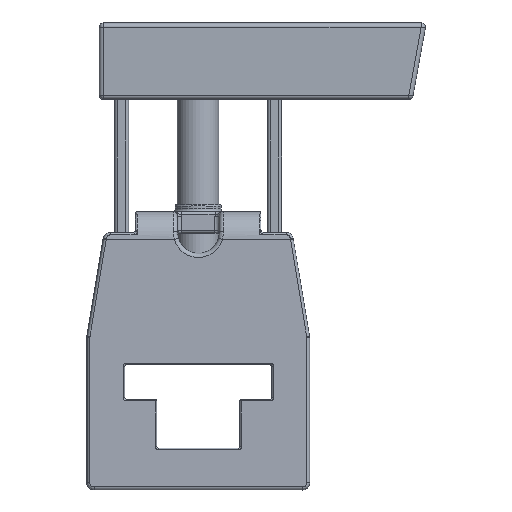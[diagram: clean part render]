
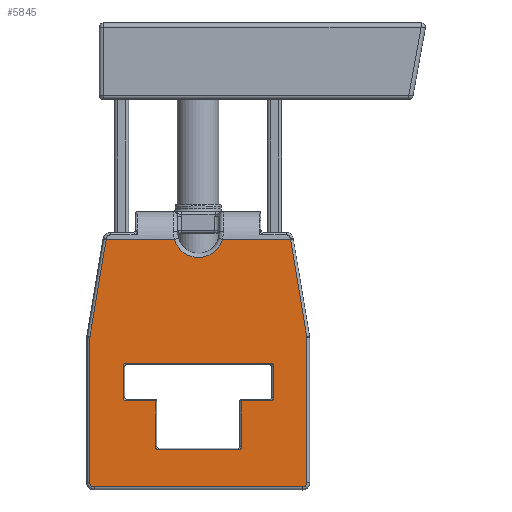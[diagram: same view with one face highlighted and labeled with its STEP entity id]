
A CAD part, top view. The second image highlights one B-rep face of the part: STEP entity #5845.
In plain terms, the highlighted face is planar.
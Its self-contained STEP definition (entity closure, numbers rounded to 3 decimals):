
#296=FACE_BOUND('',#1817,.T.);
#355=PLANE('',#6435);
#507=LINE('',#9275,#853);
#509=LINE('',#9282,#855);
#515=LINE('',#9308,#861);
#517=LINE('',#9315,#863);
#568=LINE('',#9544,#914);
#570=LINE('',#9556,#916);
#572=LINE('',#9568,#918);
#574=LINE('',#9583,#920);
#587=LINE('',#9619,#933);
#588=LINE('',#9621,#934);
#589=LINE('',#9625,#935);
#590=LINE('',#9629,#936);
#591=LINE('',#9631,#937);
#592=LINE('',#9633,#938);
#593=LINE('',#9636,#939);
#853=VECTOR('',#7403,2.1);
#855=VECTOR('',#7411,3.3);
#861=VECTOR('',#7439,3.3);
#863=VECTOR('',#7447,2.1);
#914=VECTOR('',#7690,2.3);
#916=VECTOR('',#7704,10.4);
#918=VECTOR('',#7718,2.3);
#920=VECTOR('',#7738,5.8);
#933=VECTOR('',#7779,7.113);
#934=VECTOR('',#7780,10.483);
#935=VECTOR('',#7783,15.);
#936=VECTOR('',#7786,10.483);
#937=VECTOR('',#7787,7.113);
#938=VECTOR('',#7788,4.901);
#939=VECTOR('',#7791,4.901);
#1403=FACE_OUTER_BOUND('',#1816,.T.);
#1816=EDGE_LOOP('',(#4593,#4594,#4595,#4596,#4597,#4598,#4599,#4600,#4601,
#4602));
#1817=EDGE_LOOP('',(#4603,#4604,#4605,#4606,#4607,#4608,#4609,#4610,#4611,
#4612,#4613,#4614,#4615,#4616));
#2232=CIRCLE('',#6397,0.2);
#2236=CIRCLE('',#6403,0.2);
#2240=CIRCLE('',#6409,0.2);
#2243=CIRCLE('',#6414,0.2);
#2246=CIRCLE('',#6418,0.2);
#2249=CIRCLE('',#6423,0.2);
#2254=CIRCLE('',#6436,0.3);
#2255=CIRCLE('',#6437,0.3);
#2256=CIRCLE('',#6438,1.8);
#2625=VERTEX_POINT('',#9254);
#2631=VERTEX_POINT('',#9274);
#2633=VERTEX_POINT('',#9280);
#2636=VERTEX_POINT('',#9287);
#2642=VERTEX_POINT('',#9307);
#2644=VERTEX_POINT('',#9313);
#2712=VERTEX_POINT('',#9536);
#2714=VERTEX_POINT('',#9542);
#2716=VERTEX_POINT('',#9548);
#2718=VERTEX_POINT('',#9554);
#2720=VERTEX_POINT('',#9560);
#2722=VERTEX_POINT('',#9566);
#2724=VERTEX_POINT('',#9575);
#2726=VERTEX_POINT('',#9581);
#2734=VERTEX_POINT('',#9617);
#2735=VERTEX_POINT('',#9618);
#2736=VERTEX_POINT('',#9620);
#2737=VERTEX_POINT('',#9622);
#2738=VERTEX_POINT('',#9624);
#2739=VERTEX_POINT('',#9626);
#2740=VERTEX_POINT('',#9628);
#2741=VERTEX_POINT('',#9630);
#2742=VERTEX_POINT('',#9632);
#2743=VERTEX_POINT('',#9634);
#3222=EDGE_CURVE('',#2625,#2631,#507,.T.);
#3226=EDGE_CURVE('',#2633,#2625,#509,.T.);
#3238=EDGE_CURVE('',#2636,#2642,#515,.T.);
#3242=EDGE_CURVE('',#2644,#2636,#517,.T.);
#3348=EDGE_CURVE('',#2712,#2644,#2232,.T.);
#3351=EDGE_CURVE('',#2714,#2712,#568,.T.);
#3354=EDGE_CURVE('',#2716,#2714,#2236,.T.);
#3357=EDGE_CURVE('',#2718,#2716,#570,.T.);
#3360=EDGE_CURVE('',#2720,#2718,#2240,.T.);
#3363=EDGE_CURVE('',#2722,#2720,#572,.T.);
#3365=EDGE_CURVE('',#2631,#2722,#2243,.T.);
#3368=EDGE_CURVE('',#2724,#2633,#2246,.T.);
#3371=EDGE_CURVE('',#2726,#2724,#574,.T.);
#3373=EDGE_CURVE('',#2642,#2726,#2249,.T.);
#3389=EDGE_CURVE('',#2734,#2735,#587,.T.);
#3390=EDGE_CURVE('',#2736,#2734,#588,.T.);
#3391=EDGE_CURVE('',#2737,#2736,#2254,.T.);
#3392=EDGE_CURVE('',#2738,#2737,#589,.T.);
#3393=EDGE_CURVE('',#2739,#2738,#2255,.T.);
#3394=EDGE_CURVE('',#2740,#2739,#590,.T.);
#3395=EDGE_CURVE('',#2741,#2740,#591,.T.);
#3396=EDGE_CURVE('',#2742,#2741,#592,.T.);
#3397=EDGE_CURVE('',#2743,#2742,#2256,.T.);
#3398=EDGE_CURVE('',#2735,#2743,#593,.T.);
#4593=ORIENTED_EDGE('',*,*,#3389,.F.);
#4594=ORIENTED_EDGE('',*,*,#3390,.F.);
#4595=ORIENTED_EDGE('',*,*,#3391,.F.);
#4596=ORIENTED_EDGE('',*,*,#3392,.F.);
#4597=ORIENTED_EDGE('',*,*,#3393,.F.);
#4598=ORIENTED_EDGE('',*,*,#3394,.F.);
#4599=ORIENTED_EDGE('',*,*,#3395,.F.);
#4600=ORIENTED_EDGE('',*,*,#3396,.F.);
#4601=ORIENTED_EDGE('',*,*,#3397,.F.);
#4602=ORIENTED_EDGE('',*,*,#3398,.F.);
#4603=ORIENTED_EDGE('',*,*,#3242,.F.);
#4604=ORIENTED_EDGE('',*,*,#3348,.F.);
#4605=ORIENTED_EDGE('',*,*,#3351,.F.);
#4606=ORIENTED_EDGE('',*,*,#3354,.F.);
#4607=ORIENTED_EDGE('',*,*,#3357,.F.);
#4608=ORIENTED_EDGE('',*,*,#3360,.F.);
#4609=ORIENTED_EDGE('',*,*,#3363,.F.);
#4610=ORIENTED_EDGE('',*,*,#3365,.F.);
#4611=ORIENTED_EDGE('',*,*,#3222,.F.);
#4612=ORIENTED_EDGE('',*,*,#3226,.F.);
#4613=ORIENTED_EDGE('',*,*,#3368,.F.);
#4614=ORIENTED_EDGE('',*,*,#3371,.F.);
#4615=ORIENTED_EDGE('',*,*,#3373,.F.);
#4616=ORIENTED_EDGE('',*,*,#3238,.F.);
#5845=ADVANCED_FACE('',(#1403,#296),#355,.T.);
#6397=AXIS2_PLACEMENT_3D('',#9538,#7682,#7683);
#6403=AXIS2_PLACEMENT_3D('',#9550,#7696,#7697);
#6409=AXIS2_PLACEMENT_3D('',#9562,#7710,#7711);
#6414=AXIS2_PLACEMENT_3D('',#9571,#7722,#7723);
#6418=AXIS2_PLACEMENT_3D('',#9577,#7730,#7731);
#6423=AXIS2_PLACEMENT_3D('',#9586,#7742,#7743);
#6435=AXIS2_PLACEMENT_3D('',#9616,#7777,#7778);
#6436=AXIS2_PLACEMENT_3D('',#9623,#7781,#7782);
#6437=AXIS2_PLACEMENT_3D('',#9627,#7784,#7785);
#6438=AXIS2_PLACEMENT_3D('',#9635,#7789,#7790);
#7403=DIRECTION('',(1.,0.,0.));
#7411=DIRECTION('',(0.,1.,0.));
#7439=DIRECTION('',(0.,-1.,0.));
#7447=DIRECTION('',(1.,0.,0.));
#7682=DIRECTION('center_axis',(0.,0.,1.));
#7683=DIRECTION('ref_axis',(-0.707,-0.707,0.));
#7690=DIRECTION('',(0.,-1.,0.));
#7696=DIRECTION('center_axis',(0.,0.,1.));
#7697=DIRECTION('ref_axis',(-0.707,0.707,0.));
#7704=DIRECTION('',(-1.,0.,0.));
#7710=DIRECTION('center_axis',(0.,0.,1.));
#7711=DIRECTION('ref_axis',(0.707,0.707,0.));
#7718=DIRECTION('',(0.,1.,0.));
#7722=DIRECTION('center_axis',(0.,0.,1.));
#7723=DIRECTION('ref_axis',(0.707,-0.707,0.));
#7730=DIRECTION('center_axis',(0.,0.,1.));
#7731=DIRECTION('ref_axis',(0.707,-0.707,0.));
#7738=DIRECTION('',(1.,0.,0.));
#7742=DIRECTION('center_axis',(0.,0.,1.));
#7743=DIRECTION('ref_axis',(-0.707,-0.707,0.));
#7777=DIRECTION('center_axis',(0.,0.,1.));
#7778=DIRECTION('ref_axis',(1.,0.,0.));
#7779=DIRECTION('',(0.164,0.986,0.));
#7780=DIRECTION('',(0.,1.,0.));
#7781=DIRECTION('center_axis',(0.,0.,-1.));
#7782=DIRECTION('ref_axis',(-0.707,-0.707,0.));
#7783=DIRECTION('',(-1.,0.,0.));
#7784=DIRECTION('center_axis',(0.,0.,-1.));
#7785=DIRECTION('ref_axis',(0.707,-0.707,0.));
#7786=DIRECTION('',(0.,-1.,0.));
#7787=DIRECTION('',(0.164,-0.986,0.));
#7788=DIRECTION('',(1.,0.,0.));
#7789=DIRECTION('center_axis',(0.,0.,1.));
#7790=DIRECTION('ref_axis',(0.,-1.,0.));
#7791=DIRECTION('',(1.,0.,0.));
#9254=CARTESIAN_POINT('',(3.1,-3.6,1.5));
#9274=CARTESIAN_POINT('',(5.2,-3.6,1.5));
#9275=CARTESIAN_POINT('',(2.65,-3.6,1.5));
#9280=CARTESIAN_POINT('',(3.1,-6.9,1.5));
#9282=CARTESIAN_POINT('',(3.1,-1.957,1.5));
#9287=CARTESIAN_POINT('',(-3.1,-3.6,1.5));
#9307=CARTESIAN_POINT('',(-3.1,-6.9,1.5));
#9308=CARTESIAN_POINT('',(-3.1,-3.707,1.5));
#9313=CARTESIAN_POINT('',(-5.2,-3.6,1.5));
#9315=CARTESIAN_POINT('',(-1.5,-3.6,1.5));
#9536=CARTESIAN_POINT('',(-5.4,-3.4,1.5));
#9538=CARTESIAN_POINT('Origin',(-5.2,-3.4,1.5));
#9542=CARTESIAN_POINT('',(-5.4,-1.1,1.5));
#9544=CARTESIAN_POINT('',(-5.4,-1.957,1.5));
#9548=CARTESIAN_POINT('',(-5.2,-0.9,1.5));
#9550=CARTESIAN_POINT('Origin',(-5.2,-1.1,1.5));
#9554=CARTESIAN_POINT('',(5.2,-0.9,1.5));
#9556=CARTESIAN_POINT('',(-2.65,-0.9,1.5));
#9560=CARTESIAN_POINT('',(5.4,-1.1,1.5));
#9562=CARTESIAN_POINT('Origin',(5.2,-1.1,1.5));
#9566=CARTESIAN_POINT('',(5.4,-3.4,1.5));
#9568=CARTESIAN_POINT('',(5.4,-0.707,1.5));
#9571=CARTESIAN_POINT('Origin',(5.2,-3.4,1.5));
#9575=CARTESIAN_POINT('',(2.9,-7.1,1.5));
#9577=CARTESIAN_POINT('Origin',(2.9,-6.9,1.5));
#9581=CARTESIAN_POINT('',(-2.9,-7.1,1.5));
#9583=CARTESIAN_POINT('',(0.,-7.1,1.5));
#9586=CARTESIAN_POINT('Origin',(-2.9,-6.9,1.5));
#9616=CARTESIAN_POINT('Origin',(0.,-0.414,1.5));
#9617=CARTESIAN_POINT('',(-7.8,0.983,1.5));
#9618=CARTESIAN_POINT('',(-6.631,8.,1.5));
#9619=CARTESIAN_POINT('',(-7.059,5.428,1.5));
#9620=CARTESIAN_POINT('',(-7.8,-9.5,1.5));
#9621=CARTESIAN_POINT('',(-7.8,0.293,1.5));
#9622=CARTESIAN_POINT('',(-7.5,-9.8,1.5));
#9623=CARTESIAN_POINT('Origin',(-7.5,-9.5,1.5));
#9624=CARTESIAN_POINT('',(7.5,-9.8,1.5));
#9625=CARTESIAN_POINT('',(-4.,-9.8,1.5));
#9626=CARTESIAN_POINT('',(7.8,-9.5,1.5));
#9627=CARTESIAN_POINT('Origin',(7.5,-9.5,1.5));
#9628=CARTESIAN_POINT('',(7.8,0.983,1.5));
#9629=CARTESIAN_POINT('',(7.8,-5.207,1.5));
#9630=CARTESIAN_POINT('',(6.631,8.,1.5));
#9631=CARTESIAN_POINT('',(7.809,0.928,1.5));
#9632=CARTESIAN_POINT('',(1.729,8.,1.5));
#9633=CARTESIAN_POINT('',(3.25,8.,1.5));
#9634=CARTESIAN_POINT('',(-1.729,8.,1.5));
#9635=CARTESIAN_POINT('Origin',(0.,8.5,1.5));
#9636=CARTESIAN_POINT('',(3.25,8.,1.5));
